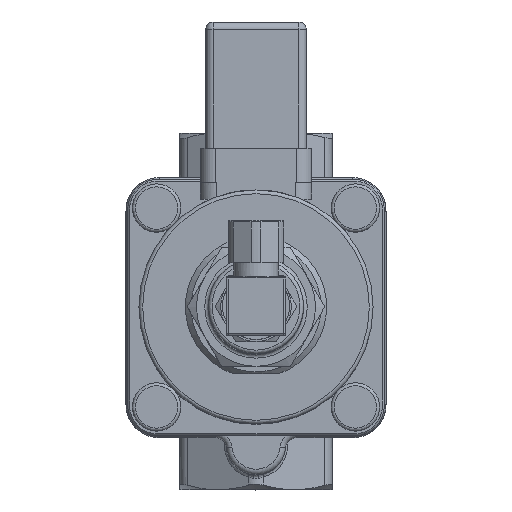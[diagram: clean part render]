
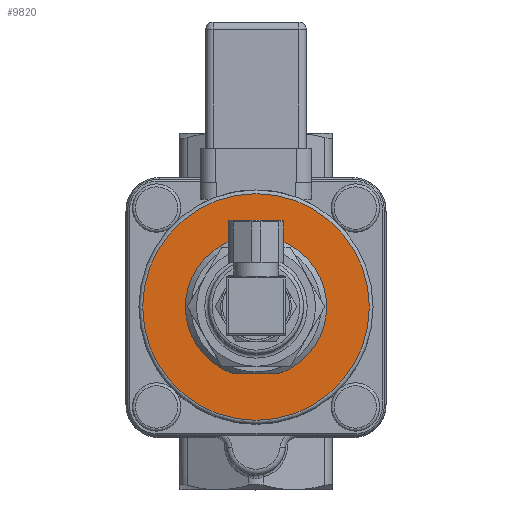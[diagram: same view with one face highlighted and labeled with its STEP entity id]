
A CAD part, top view. The second image highlights one B-rep face of the part: STEP entity #9820.
In plain terms, the highlighted planar face has unit normal (0, 0, 1).
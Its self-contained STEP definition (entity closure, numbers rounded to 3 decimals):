
#774=LINE('',#14985,#1354);
#775=LINE('',#14989,#1355);
#1354=VECTOR('',#11953,12.166);
#1355=VECTOR('',#11956,12.166);
#1847=PLANE('',#10524);
#2075=FACE_BOUND('',#2891,.T.);
#2238=FACE_OUTER_BOUND('',#2890,.T.);
#2890=EDGE_LOOP('',(#6918));
#2891=EDGE_LOOP('',(#6919,#6920,#6921,#6922));
#3595=CIRCLE('',#10525,30.5);
#3596=CIRCLE('',#10526,19.);
#3597=CIRCLE('',#10527,19.);
#4176=VERTEX_POINT('',#14981);
#4177=VERTEX_POINT('',#14983);
#4178=VERTEX_POINT('',#14984);
#4179=VERTEX_POINT('',#14986);
#4180=VERTEX_POINT('',#14988);
#5210=EDGE_CURVE('',#4176,#4176,#3595,.T.);
#5211=EDGE_CURVE('',#4177,#4178,#774,.T.);
#5212=EDGE_CURVE('',#4178,#4179,#3596,.T.);
#5213=EDGE_CURVE('',#4179,#4180,#775,.T.);
#5214=EDGE_CURVE('',#4180,#4177,#3597,.T.);
#6918=ORIENTED_EDGE('',*,*,#5210,.F.);
#6919=ORIENTED_EDGE('',*,*,#5211,.T.);
#6920=ORIENTED_EDGE('',*,*,#5212,.T.);
#6921=ORIENTED_EDGE('',*,*,#5213,.T.);
#6922=ORIENTED_EDGE('',*,*,#5214,.T.);
#9820=ADVANCED_FACE('',(#2238,#2075),#1847,.T.);
#10524=AXIS2_PLACEMENT_3D('',#14980,#11949,#11950);
#10525=AXIS2_PLACEMENT_3D('',#14982,#11951,#11952);
#10526=AXIS2_PLACEMENT_3D('',#14987,#11954,#11955);
#10527=AXIS2_PLACEMENT_3D('',#14990,#11957,#11958);
#11949=DIRECTION('center_axis',(0.,0.,
1.));
#11950=DIRECTION('ref_axis',(1.,0.,0.));
#11951=DIRECTION('center_axis',(0.,0.,
-1.));
#11952=DIRECTION('ref_axis',(0.,1.,0.));
#11953=DIRECTION('',(-1.,0.,0.));
#11954=DIRECTION('center_axis',(0.,0.,
-1.));
#11955=DIRECTION('ref_axis',(-1.,0.,0.));
#11956=DIRECTION('',(1.,0.,0.));
#11957=DIRECTION('center_axis',(0.,0.,
-1.));
#11958=DIRECTION('ref_axis',(-1.,0.,0.));
#14980=CARTESIAN_POINT('Origin',(0.,23.25,120.35));
#14981=CARTESIAN_POINT('',(0.,31.5,120.35));
#14982=CARTESIAN_POINT('Origin',(0.,1.,
120.35));
#14983=CARTESIAN_POINT('',(6.083,-17.,120.35));
#14984=CARTESIAN_POINT('',(-6.083,-17.,120.35));
#14985=CARTESIAN_POINT('',(-9.987,-17.,120.35));
#14986=CARTESIAN_POINT('',(-6.083,19.,120.35));
#14987=CARTESIAN_POINT('Origin',(0.,1.,
120.35));
#14988=CARTESIAN_POINT('',(6.083,19.,120.35));
#14989=CARTESIAN_POINT('',(9.987,19.,120.35));
#14990=CARTESIAN_POINT('Origin',(0.,1.,
120.35));
